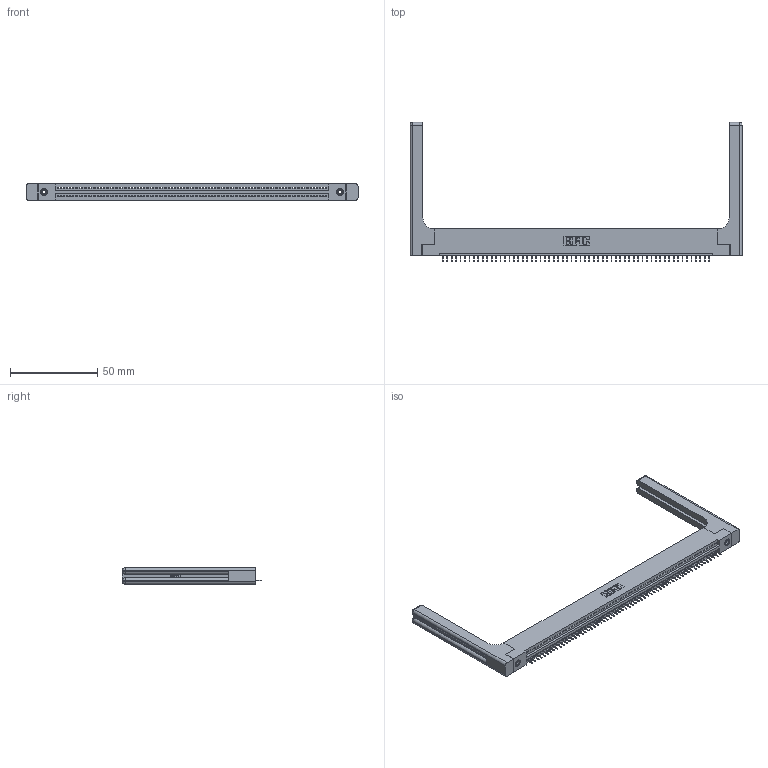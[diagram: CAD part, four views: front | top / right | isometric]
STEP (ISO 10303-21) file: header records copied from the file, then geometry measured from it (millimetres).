
FILE_DESCRIPTION (( 'STEP AP203' ), '1' );
FILE_NAME ('345-061-525-158.STEP', '2020-09-20T23:07:07', ( '' ), ( '' ), 'SwSTEP 2.0', 'SolidWorks 2020', '' );
FILE_SCHEMA (( 'CONFIG_CONTROL_DESIGN' ));
Length unit declared in the file: inch
Products named in the file (5): 345-292-001_345-293-125; 345-250-001_345-250-001-102; 345-061-525-158; 345 Part_Flush Mounting Lugs - 0.156 Dia-TH; 345-220-058_345-220-058
Assembly tree (66 placements, depth 2):
  345-061-525-158
    345 Part_Flush Mounting Lugs - 0.156 Dia-TH
    345-292-001_345-293-125  x61
    345-250-001_345-250-001-102  x2
    345-220-058_345-220-058  x2
Bounding box: 189.97 x 79.68 x 9.4 mm (x, y, z)
Volume: 26454.8 mm3; surface area: 28586.9 mm2
Topology: 66 solids, 66 shells, 4164 faces, 11987 edges, 7726 vertices
Faces by surface type: plane 3034, cylinder 1070, bspline 36, cone 12, sphere 8, torus 4
Entity records: 48608 total; most frequent: CARTESIAN_POINT 9388, ORIENTED_EDGE 8180, DIRECTION 7120, EDGE_CURVE 4090, LINE 3626, VECTOR 3626, VERTEX_POINT 2714, AXIS2_PLACEMENT_3D 1747
